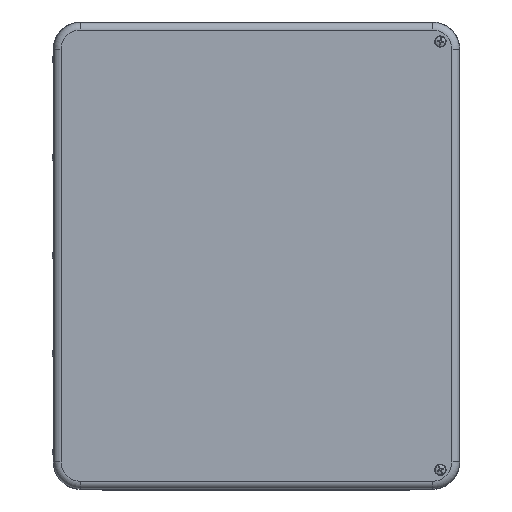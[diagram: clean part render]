
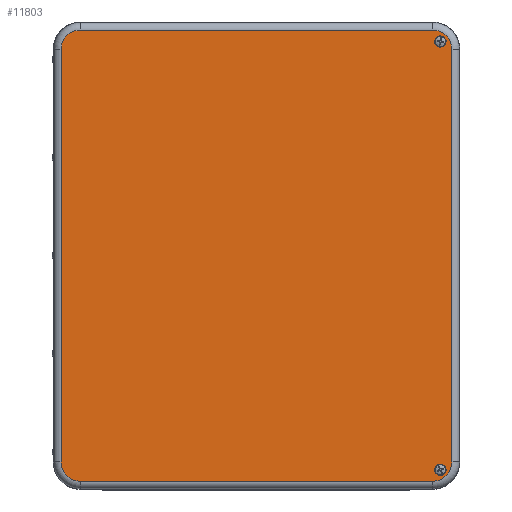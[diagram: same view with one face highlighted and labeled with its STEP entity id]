
A CAD part, top view. The second image highlights one B-rep face of the part: STEP entity #11803.
In plain terms, the highlighted planar face has unit normal (0, 0, 1).
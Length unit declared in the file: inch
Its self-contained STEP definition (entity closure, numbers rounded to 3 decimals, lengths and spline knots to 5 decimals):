
#997=LINE($,#21497,#1807);
#999=LINE($,#21517,#1809);
#1002=LINE($,#21524,#1812);
#1004=LINE($,#21539,#1814);
#1807=VECTOR($,#16347,11.663);
#1809=VECTOR($,#16371,13.66515);
#1812=VECTOR($,#16378,13.66515);
#1814=VECTOR($,#16398,11.663);
#2121=PLANE($,#13095);
#2771=FACE_BOUND($,#4414,.T.);
#2772=FACE_BOUND($,#4415,.T.);
#3420=FACE_OUTER_BOUND($,#4413,.T.);
#4413=EDGE_LOOP($,(#10659,#10660,#10661,#10662,#10663,#10664,#10665,#10666));
#4414=EDGE_LOOP($,(#10667));
#4415=EDGE_LOOP($,(#10668));
#5132=CIRCLE($,#13015,0.117);
#5134=CIRCLE($,#13018,0.117);
#5156=CIRCLE($,#13070,0.63807);
#5160=CIRCLE($,#13075,0.63807);
#5164=CIRCLE($,#13082,0.63807);
#5168=CIRCLE($,#13087,0.63807);
#6212=VERTEX_POINT($,#21393);
#6214=VERTEX_POINT($,#21398);
#6247=VERTEX_POINT($,#21494);
#6248=VERTEX_POINT($,#21496);
#6251=VERTEX_POINT($,#21503);
#6252=VERTEX_POINT($,#21508);
#6255=VERTEX_POINT($,#21515);
#6256=VERTEX_POINT($,#21520);
#6259=VERTEX_POINT($,#21527);
#6260=VERTEX_POINT($,#21532);
#7706=EDGE_CURVE($,#6212,#6212,#5132,.T.);
#7708=EDGE_CURVE($,#6214,#6214,#5134,.T.);
#7753=EDGE_CURVE($,#6247,#6248,#997,.T.);
#7757=EDGE_CURVE($,#6251,#6247,#5156,.T.);
#7761=EDGE_CURVE($,#6248,#6252,#5160,.T.);
#7763=EDGE_CURVE($,#6255,#6251,#999,.T.);
#7767=EDGE_CURVE($,#6252,#6256,#1002,.T.);
#7769=EDGE_CURVE($,#6259,#6255,#5164,.T.);
#7773=EDGE_CURVE($,#6256,#6260,#5168,.T.);
#7775=EDGE_CURVE($,#6260,#6259,#1004,.T.);
#10659=ORIENTED_EDGE($,*,*,#7753,.F.);
#10660=ORIENTED_EDGE($,*,*,#7757,.F.);
#10661=ORIENTED_EDGE($,*,*,#7763,.F.);
#10662=ORIENTED_EDGE($,*,*,#7769,.F.);
#10663=ORIENTED_EDGE($,*,*,#7775,.F.);
#10664=ORIENTED_EDGE($,*,*,#7773,.F.);
#10665=ORIENTED_EDGE($,*,*,#7767,.F.);
#10666=ORIENTED_EDGE($,*,*,#7761,.F.);
#10667=ORIENTED_EDGE($,*,*,#7706,.T.);
#10668=ORIENTED_EDGE($,*,*,#7708,.T.);
#11803=ADVANCED_FACE($,(#3420,#2771,#2772),#2121,.T.);
#13015=AXIS2_PLACEMENT_3D($,#21394,#16228,#16229);
#13018=AXIS2_PLACEMENT_3D($,#21399,#16234,#16235);
#13070=AXIS2_PLACEMENT_3D($,#21505,#16355,#16356);
#13075=AXIS2_PLACEMENT_3D($,#21512,#16365,#16366);
#13082=AXIS2_PLACEMENT_3D($,#21529,#16383,#16384);
#13087=AXIS2_PLACEMENT_3D($,#21536,#16393,#16394);
#13095=AXIS2_PLACEMENT_3D($,#21558,#16418,#16419);
#16228=DIRECTION('center_axis',(0.,0.,-1.));
#16229=DIRECTION('ref_axis',(1.,0.,0.));
#16234=DIRECTION('center_axis',(0.,0.,-1.));
#16235=DIRECTION('ref_axis',(1.,0.,0.));
#16347=DIRECTION($,(1.,0.,0.));
#16355=DIRECTION('center_axis',(0.,0.,-1.));
#16356=DIRECTION('ref_axis',(-0.707,0.707,0.));
#16365=DIRECTION('center_axis',(0.,0.,-1.));
#16366=DIRECTION('ref_axis',(0.707,0.707,0.));
#16371=DIRECTION($,(0.,1.,0.));
#16378=DIRECTION($,(0.,-1.,0.));
#16383=DIRECTION('center_axis',(0.,0.,-1.));
#16384=DIRECTION('ref_axis',(-0.707,-0.707,0.));
#16393=DIRECTION('center_axis',(0.,0.,-1.));
#16394=DIRECTION('ref_axis',(0.707,-0.707,0.));
#16398=DIRECTION($,(-1.,0.,0.));
#16418=DIRECTION('center_axis',(0.,0.,1.));
#16419=DIRECTION('ref_axis',(1.,0.,0.));
#21393=CARTESIAN_POINT('',(6.21075,-7.09375,0.76));
#21394=CARTESIAN_POINT('Origin',(6.09375,-7.09375,0.76));
#21398=CARTESIAN_POINT('',(6.21075,7.09375,0.76));
#21399=CARTESIAN_POINT('Origin',(6.09375,7.09375,0.76));
#21494=CARTESIAN_POINT('',(-5.8315,7.47064,0.76));
#21496=CARTESIAN_POINT('',(5.8315,7.47064,0.76));
#21497=CARTESIAN_POINT($,(-5.8315,7.47064,0.76));
#21503=CARTESIAN_POINT('',(-6.46957,6.83258,0.76));
#21505=CARTESIAN_POINT('Origin',(-5.8315,6.83258,0.76));
#21508=CARTESIAN_POINT('',(6.46957,6.83258,0.76));
#21512=CARTESIAN_POINT('Origin',(5.8315,6.83258,0.76));
#21515=CARTESIAN_POINT('',(-6.46957,-6.83258,0.76));
#21517=CARTESIAN_POINT($,(-6.46957,-6.83258,0.76));
#21520=CARTESIAN_POINT('',(6.46957,-6.83258,0.76));
#21524=CARTESIAN_POINT($,(6.46957,6.83258,0.76));
#21527=CARTESIAN_POINT('',(-5.8315,-7.47064,0.76));
#21529=CARTESIAN_POINT('Origin',(-5.8315,-6.83258,0.76));
#21532=CARTESIAN_POINT('',(5.8315,-7.47064,0.76));
#21536=CARTESIAN_POINT('Origin',(5.8315,-6.83258,0.76));
#21539=CARTESIAN_POINT($,(5.8315,-7.47064,0.76));
#21558=CARTESIAN_POINT('Origin',(0.,0.,0.76));
